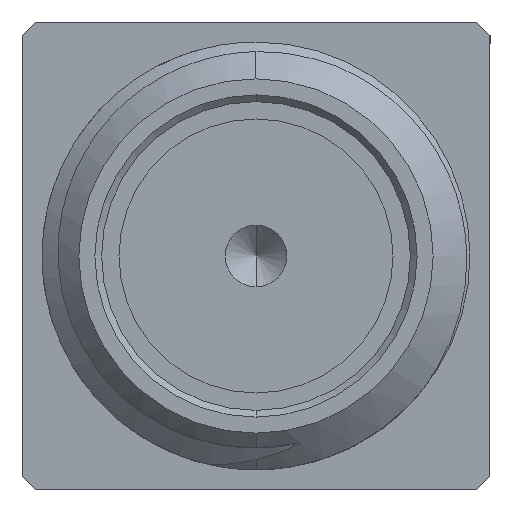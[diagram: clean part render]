
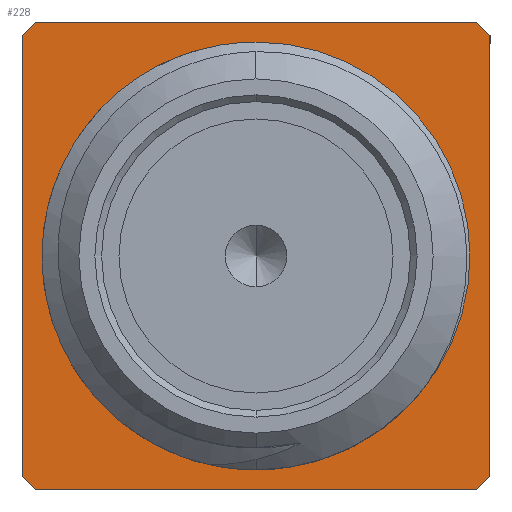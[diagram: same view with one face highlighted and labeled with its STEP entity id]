
A CAD part, left-side view. The second image highlights one B-rep face of the part: STEP entity #228.
In plain terms, the highlighted planar face has unit normal (-1, 0, 0).
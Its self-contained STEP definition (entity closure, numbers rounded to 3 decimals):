
#88 = VECTOR ( 'NONE', #2504, 1000. ) ;
#92 = LINE ( 'NONE', #2265, #1517 ) ;
#114 = CARTESIAN_POINT ( 'NONE',  ( 7.87, -3.3, 3.5 ) ) ;
#208 = DIRECTION ( 'NONE',  ( 0., -0.707, 0.707 ) ) ;
#228 = ADVANCED_FACE ( 'NONE', ( #1063, #2452 ), #1396, .F. ) ;
#254 = LINE ( 'NONE', #950, #1569 ) ;
#301 = ORIENTED_EDGE ( 'NONE', *, *, #1967, .F. ) ;
#336 = VERTEX_POINT ( 'NONE', #694 ) ;
#353 = EDGE_CURVE ( 'NONE', #1425, #2732, #725, .T. ) ;
#357 = CIRCLE ( 'NONE', #3427, 2.65 ) ;
#410 = EDGE_CURVE ( 'NONE', #2408, #336, #2036, .T. ) ;
#511 = LINE ( 'NONE', #3088, #3238 ) ;
#548 = ORIENTED_EDGE ( 'NONE', *, *, #3424, .T. ) ;
#575 = CARTESIAN_POINT ( 'NONE',  ( 7.87, 3.3, -3.5 ) ) ;
#604 = CARTESIAN_POINT ( 'NONE',  ( 7.87, 0., 2.65 ) ) ;
#651 = ORIENTED_EDGE ( 'NONE', *, *, #2165, .F. ) ;
#674 = CARTESIAN_POINT ( 'NONE',  ( 7.87, 3.5, 3.5 ) ) ;
#688 = DIRECTION ( 'NONE',  ( 0., 0.707, -0.707 ) ) ;
#690 = CARTESIAN_POINT ( 'NONE',  ( 7.87, 3.5, -3.5 ) ) ;
#694 = CARTESIAN_POINT ( 'NONE',  ( 7.87, -3.3, 3.5 ) ) ;
#725 = LINE ( 'NONE', #1777, #1412 ) ;
#743 = LINE ( 'NONE', #674, #2754 ) ;
#835 = VECTOR ( 'NONE', #2830, 1000. ) ;
#880 = VERTEX_POINT ( 'NONE', #2364 ) ;
#896 = CARTESIAN_POINT ( 'NONE',  ( 7.87, 0., 0. ) ) ;
#950 = CARTESIAN_POINT ( 'NONE',  ( 7.87, 3.3, -3.5 ) ) ;
#961 = DIRECTION ( 'NONE',  ( 0., 1., 0. ) ) ;
#974 = ORIENTED_EDGE ( 'NONE', *, *, #353, .T. ) ;
#990 = CARTESIAN_POINT ( 'NONE',  ( 7.87, -3.3, -3.5 ) ) ;
#999 = ORIENTED_EDGE ( 'NONE', *, *, #2873, .T. ) ;
#1055 = VERTEX_POINT ( 'NONE', #575 ) ;
#1057 = VECTOR ( 'NONE', #961, 1000. ) ;
#1063 = FACE_BOUND ( 'NONE', #3209, .T. ) ;
#1142 = CARTESIAN_POINT ( 'NONE',  ( 7.87, 0., 0. ) ) ;
#1150 = DIRECTION ( 'NONE',  ( 0., 0., -1. ) ) ;
#1155 = VERTEX_POINT ( 'NONE', #2721 ) ;
#1162 = DIRECTION ( 'NONE',  ( 0., 0., 1. ) ) ;
#1219 = AXIS2_PLACEMENT_3D ( 'NONE', #1142, #2731, #1150 ) ;
#1224 = EDGE_CURVE ( 'NONE', #880, #2760, #2777, .T. ) ;
#1234 = DIRECTION ( 'NONE',  ( 0., -1., 0. ) ) ;
#1333 = CARTESIAN_POINT ( 'NONE',  ( 7.87, 0., 0. ) ) ;
#1396 = PLANE ( 'NONE',  #1219 ) ;
#1407 = ORIENTED_EDGE ( 'NONE', *, *, #2004, .F. ) ;
#1412 = VECTOR ( 'NONE', #208, 1000. ) ;
#1425 = VERTEX_POINT ( 'NONE', #990 ) ;
#1517 = VECTOR ( 'NONE', #688, 1000. ) ;
#1569 = VECTOR ( 'NONE', #2257, 1000. ) ;
#1577 = VERTEX_POINT ( 'NONE', #3433 ) ;
#1592 = DIRECTION ( 'NONE',  ( 0., 0., 1. ) ) ;
#1664 = ORIENTED_EDGE ( 'NONE', *, *, #2072, .F. ) ;
#1777 = CARTESIAN_POINT ( 'NONE',  ( 7.87, -3.5, -3.3 ) ) ;
#1839 = EDGE_CURVE ( 'NONE', #2760, #880, #357, .T. ) ;
#1881 = AXIS2_PLACEMENT_3D ( 'NONE', #896, #2746, #1162 ) ;
#1967 = EDGE_CURVE ( 'NONE', #1577, #1155, #743, .T. ) ;
#1979 = CARTESIAN_POINT ( 'NONE',  ( 7.87, 3.3, 3.5 ) ) ;
#1984 = VERTEX_POINT ( 'NONE', #1979 ) ;
#2004 = EDGE_CURVE ( 'NONE', #1425, #1055, #3334, .T. ) ;
#2006 = CARTESIAN_POINT ( 'NONE',  ( 7.87, -3.5, 3.5 ) ) ;
#2036 = LINE ( 'NONE', #114, #88 ) ;
#2072 = EDGE_CURVE ( 'NONE', #2408, #2732, #2880, .T. ) ;
#2165 = EDGE_CURVE ( 'NONE', #1984, #336, #511, .T. ) ;
#2257 = DIRECTION ( 'NONE',  ( 0., -0.707, -0.707 ) ) ;
#2265 = CARTESIAN_POINT ( 'NONE',  ( 7.87, 3.5, 3.3 ) ) ;
#2359 = CARTESIAN_POINT ( 'NONE',  ( 7.87, -3.5, 3.3 ) ) ;
#2364 = CARTESIAN_POINT ( 'NONE',  ( 7.87, 0., -2.65 ) ) ;
#2408 = VERTEX_POINT ( 'NONE', #2359 ) ;
#2452 = FACE_OUTER_BOUND ( 'NONE', #3037, .T. ) ;
#2504 = DIRECTION ( 'NONE',  ( 0., 0.707, 0.707 ) ) ;
#2530 = DIRECTION ( 'NONE',  ( 0., 0., 1. ) ) ;
#2721 = CARTESIAN_POINT ( 'NONE',  ( 7.87, 3.5, 3.3 ) ) ;
#2731 = DIRECTION ( 'NONE',  ( 1., 0., 0. ) ) ;
#2732 = VERTEX_POINT ( 'NONE', #2983 ) ;
#2746 = DIRECTION ( 'NONE',  ( -1., 0., 0. ) ) ;
#2754 = VECTOR ( 'NONE', #2530, 1000. ) ;
#2760 = VERTEX_POINT ( 'NONE', #604 ) ;
#2777 = CIRCLE ( 'NONE', #1881, 2.65 ) ;
#2830 = DIRECTION ( 'NONE',  ( 0., 0., -1. ) ) ;
#2873 = EDGE_CURVE ( 'NONE', #1984, #1155, #92, .T. ) ;
#2880 = LINE ( 'NONE', #2006, #835 ) ;
#2983 = CARTESIAN_POINT ( 'NONE',  ( 7.87, -3.5, -3.3 ) ) ;
#3037 = EDGE_LOOP ( 'NONE', ( #301, #548, #1407, #974, #1664, #3215, #651, #999 ) ) ;
#3088 = CARTESIAN_POINT ( 'NONE',  ( 7.87, 3.5, 3.5 ) ) ;
#3123 = ORIENTED_EDGE ( 'NONE', *, *, #1224, .F. ) ;
#3194 = DIRECTION ( 'NONE',  ( -1., 0., 0. ) ) ;
#3209 = EDGE_LOOP ( 'NONE', ( #3237, #3123 ) ) ;
#3215 = ORIENTED_EDGE ( 'NONE', *, *, #410, .T. ) ;
#3237 = ORIENTED_EDGE ( 'NONE', *, *, #1839, .F. ) ;
#3238 = VECTOR ( 'NONE', #1234, 1000. ) ;
#3334 = LINE ( 'NONE', #690, #1057 ) ;
#3424 = EDGE_CURVE ( 'NONE', #1577, #1055, #254, .T. ) ;
#3427 = AXIS2_PLACEMENT_3D ( 'NONE', #1333, #3194, #1592 ) ;
#3433 = CARTESIAN_POINT ( 'NONE',  ( 7.87, 3.5, -3.3 ) ) ;
